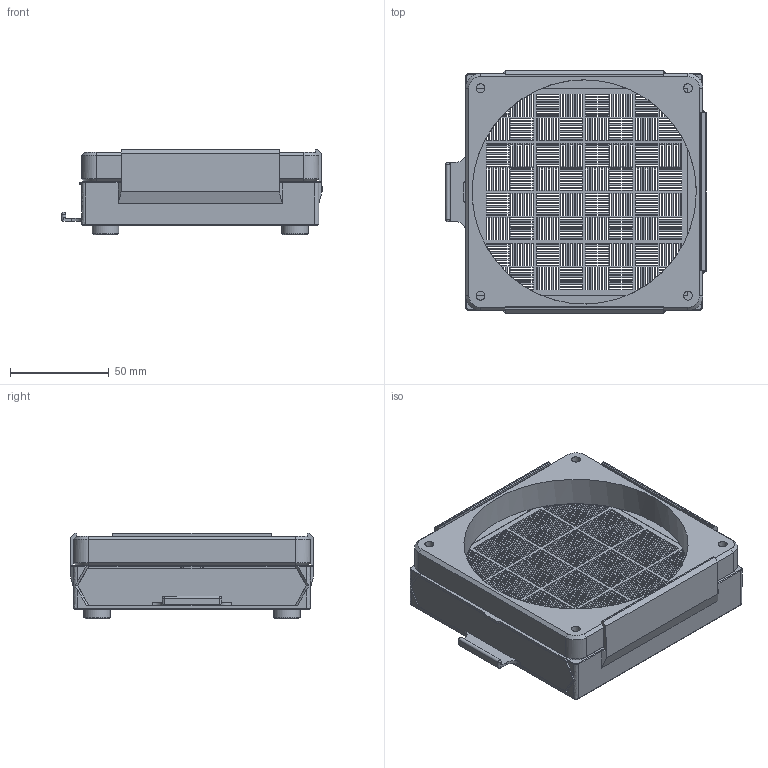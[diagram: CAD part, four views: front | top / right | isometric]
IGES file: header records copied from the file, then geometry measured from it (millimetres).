
Global section: file name: Desiccant Fan Mount 2 120mm_v22; native system: unknown; preprocessor: unknown; author: unknown; organization: unknown; date: 20200923.175858; units: millimetre
Bounding box: 131.7 x 123.4 x 43.4 mm (x, y, z)
Volume: 154269.4 mm3; surface area: 142178.4 mm2
Topology: 8 solids, 8 shells, 3595 faces, 12578 edges, 8304 vertices
Faces by surface type: bspline 3595
